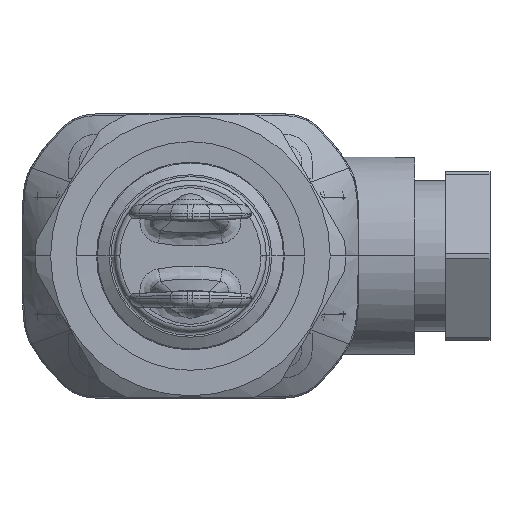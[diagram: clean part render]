
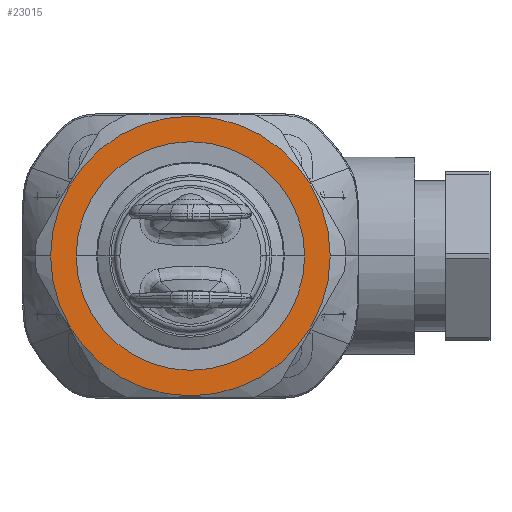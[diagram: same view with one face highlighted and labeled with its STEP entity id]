
A CAD part, front view. The second image highlights one B-rep face of the part: STEP entity #23015.
In plain terms, the highlighted planar face has unit normal (0, -1, 0).
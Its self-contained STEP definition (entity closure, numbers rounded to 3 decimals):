
#2829=CARTESIAN_POINT('',(0.,-36.6,0.));
#2830=DIRECTION('',(0.,1.,0.));
#2831=DIRECTION('',(-1.,0.,0.));
#2832=AXIS2_PLACEMENT_3D('',#2829,#2830,#2831);
#2834=CARTESIAN_POINT('',(0.,-36.6,0.));
#2835=DIRECTION('',(0.,1.,0.));
#2836=DIRECTION('',(1.,0.,0.));
#2837=AXIS2_PLACEMENT_3D('',#2834,#2835,#2836);
#2839=CARTESIAN_POINT('',(0.,-36.6,0.));
#2840=DIRECTION('',(0.,-1.,0.));
#2841=DIRECTION('',(1.,0.,0.));
#2842=AXIS2_PLACEMENT_3D('',#2839,#2840,#2841);
#2844=CARTESIAN_POINT('',(0.,-36.6,0.));
#2845=DIRECTION('',(0.,-1.,0.));
#2846=DIRECTION('',(-1.,0.,0.));
#2847=AXIS2_PLACEMENT_3D('',#2844,#2845,#2846);
#11941=CARTESIAN_POINT('',(12.875,-36.6,0.));
#11942=VERTEX_POINT('',#11941);
#11943=CARTESIAN_POINT('',(-12.875,-36.6,0.));
#11944=VERTEX_POINT('',#11943);
#11945=CARTESIAN_POINT('',(-15.75,-36.6,0.));
#11946=CARTESIAN_POINT('',(15.75,-36.6,0.));
#11947=VERTEX_POINT('',#11945);
#11948=VERTEX_POINT('',#11946);
#23000=CARTESIAN_POINT('',(0.,-36.6,0.));
#23001=DIRECTION('',(0.,1.,0.));
#23002=DIRECTION('',(-1.,0.,0.));
#23003=AXIS2_PLACEMENT_3D('',#23000,#23001,#23002);
#23004=PLANE('',#23003);
#23006=ORIENTED_EDGE('',*,*,#23005,.T.);
#23008=ORIENTED_EDGE('',*,*,#23007,.T.);
#23009=EDGE_LOOP('',(#23006,#23008));
#23010=FACE_OUTER_BOUND('',#23009,.F.);
#23011=ORIENTED_EDGE('',*,*,#22968,.T.);
#23012=ORIENTED_EDGE('',*,*,#22946,.T.);
#23013=EDGE_LOOP('',(#23011,#23012));
#23014=FACE_BOUND('',#23013,.F.);
#23015=ADVANCED_FACE('',(#23010,#23014),#23004,.F.);
#2833=CIRCLE('',#2832,15.75);
#2838=CIRCLE('',#2837,15.75);
#2843=CIRCLE('',#2842,12.875);
#2848=CIRCLE('',#2847,12.875);
#22946=EDGE_CURVE('',#11944,#11942,#2848,.T.);
#22968=EDGE_CURVE('',#11942,#11944,#2843,.T.);
#23005=EDGE_CURVE('',#11947,#11948,#2833,.T.);
#23007=EDGE_CURVE('',#11948,#11947,#2838,.T.);
